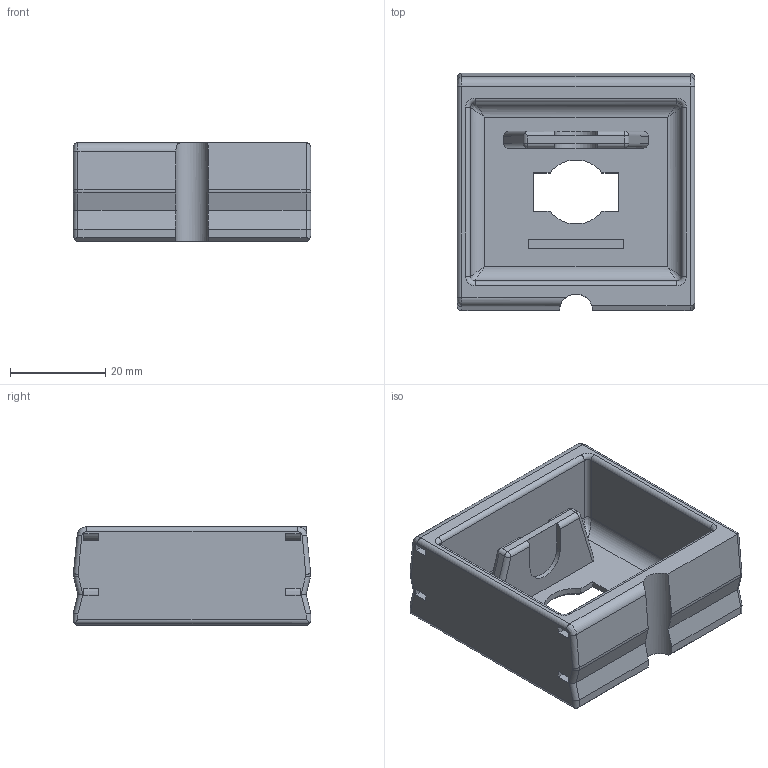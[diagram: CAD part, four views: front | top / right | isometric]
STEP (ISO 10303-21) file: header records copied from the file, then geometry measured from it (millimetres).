
FILE_DESCRIPTION(/* description */ (''),/* implementation_level */ '2;1');
FILE_NAME(/* name */ 'LifeCamBot.stp',/* time_stamp */ '2017-02-15T17:56:04-05:00',/* author */ ('Moonlight.Admin'),/* organization */ (''),/* preprocessor_version */ 'ST-DEVELOPER v16.5',/* originating_system */ 'Autodesk Inventor 2017',/* authorisation */ '');
FILE_SCHEMA (('AUTOMOTIVE_DESIGN { 1 0 10303 214 3 1 1 }'));
Length unit declared in the file: millimetre
Products named in the file (1): LifeCamBot
Bounding box: 50 x 50 x 20.75 mm (x, y, z)
Volume: 19981.9 mm3; surface area: 12858.6 mm2
Topology: 1 solids, 1 shells, 140 faces, 345 edges, 206 vertices
Faces by surface type: plane 62, cylinder 58, bspline 11, torus 4, sphere 3, cone 2
Entity records: 4265 total; most frequent: CARTESIAN_POINT 895, DIRECTION 723, ORIENTED_EDGE 682, EDGE_CURVE 341, AXIS2_PLACEMENT_3D 259, VERTEX_POINT 206, LINE 205, VECTOR 205
